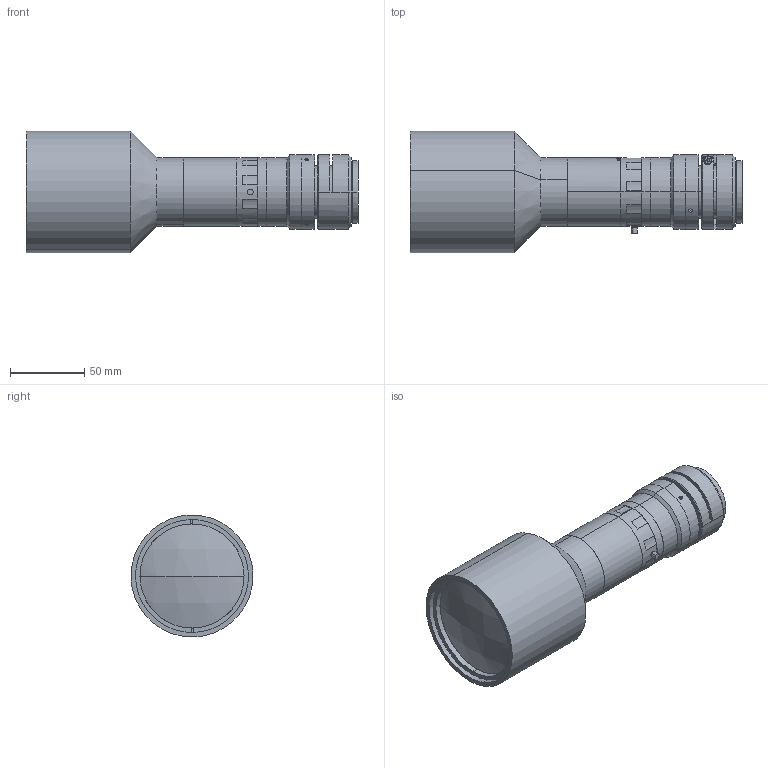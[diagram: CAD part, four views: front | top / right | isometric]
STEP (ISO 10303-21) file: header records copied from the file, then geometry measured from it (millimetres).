
FILE_DESCRIPTION (( 'STEP AP203' ), '1' );
FILE_NAME ('XF-MDT055X220-D28-VI.STEP', '2022-02-17T08:18:51', ( '' ), ( '' ), 'SwSTEP 2.0', 'SolidWorks 2018', '' );
FILE_SCHEMA (( 'CONFIG_CONTROL_DESIGN' ));
Length unit declared in the file: millimetre
Products named in the file (1): XF-MDT055X220-D28-VI
Bounding box: 223.14 x 81.99 x 81.99 mm (x, y, z)
Surface area: 61702.3 mm2 (no closed solid volume)
Topology: 0 solids, 17 shells, 141 faces, 479 edges, 343 vertices
Faces by surface type: cylinder 69, plane 53, cone 11, bspline 4, sphere 2, torus 2
Entity records: 6805 total; most frequent: CARTESIAN_POINT 2612, DIRECTION 903, ORIENTED_EDGE 731, EDGE_CURVE 477, AXIS2_PLACEMENT_3D 358, VERTEX_POINT 343, CIRCLE 220, LINE 187
